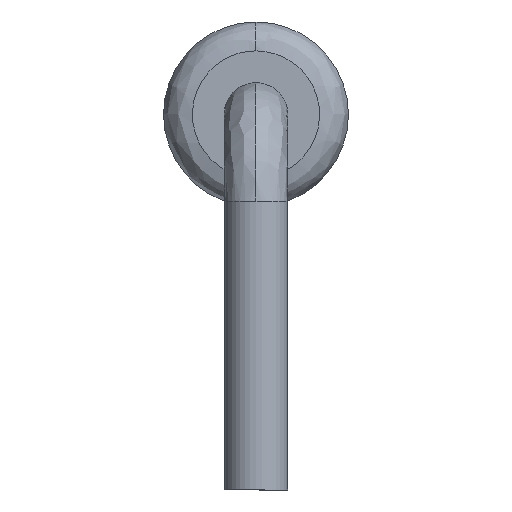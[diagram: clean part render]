
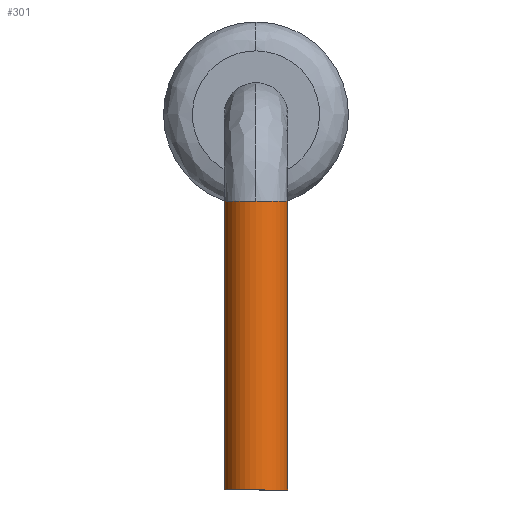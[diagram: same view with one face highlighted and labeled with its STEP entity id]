
A CAD part, left-side view. The second image highlights one B-rep face of the part: STEP entity #301.
In plain terms, the highlighted cylindrical face has radius 0.275 mm (diameter 0.55 mm), a partial arc.
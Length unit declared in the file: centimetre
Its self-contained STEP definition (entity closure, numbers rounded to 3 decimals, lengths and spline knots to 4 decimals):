
#116 = CARTESIAN_POINT ( 'NONE',  ( 0.2, -0.075, 0.0275 ) ) ;
#122 = CARTESIAN_POINT ( 'NONE',  ( 0.2, -0.075, 0.0275 ) ) ;
#135 = CARTESIAN_POINT ( 'NONE',  ( 0.2, -0.325, 0. ) ) ;
#137 = DIRECTION ( 'NONE',  ( 0., -1., 0. ) ) ;
#138 = ORIENTED_EDGE ( 'NONE', *, *, #1989, .T. ) ;
#162 = DIRECTION ( 'NONE',  ( 0., 1., 0. ) ) ;
#177 = DIRECTION ( 'NONE',  ( 0., 0., -1. ) ) ;
#205 = CIRCLE ( 'NONE', #715, 0.0275 ) ;
#242 = CARTESIAN_POINT ( 'NONE',  ( 0.2, -0.075, 0. ) ) ;
#270 = EDGE_CURVE ( 'NONE', #758, #1464, #873, .T. ) ;
#286 = DIRECTION ( 'NONE',  ( 0., 0., -1. ) ) ;
#301 = ADVANCED_FACE ( 'NONE', ( #879 ), #543, .T. ) ;
#306 = DIRECTION ( 'NONE',  ( 0., -1., 0. ) ) ;
#391 = EDGE_CURVE ( 'NONE', #1464, #2523, #205, .T. ) ;
#543 = CYLINDRICAL_SURFACE ( 'NONE', #1529, 0.0275 ) ;
#572 = DIRECTION ( 'NONE',  ( 0., 0., -1. ) ) ;
#593 = CARTESIAN_POINT ( 'NONE',  ( 0.2, -0.075, 0. ) ) ;
#679 = ORIENTED_EDGE ( 'NONE', *, *, #2528, .T. ) ;
#685 = CARTESIAN_POINT ( 'NONE',  ( 0.2, -0.325, -0.0275 ) ) ;
#706 = CARTESIAN_POINT ( 'NONE',  ( 0.2, -0.075, 0. ) ) ;
#715 = AXIS2_PLACEMENT_3D ( 'NONE', #593, #1778, #2431 ) ;
#722 = ORIENTED_EDGE ( 'NONE', *, *, #270, .T. ) ;
#758 = VERTEX_POINT ( 'NONE', #1577 ) ;
#873 = CIRCLE ( 'NONE', #2428, 0.0275 ) ;
#879 = FACE_OUTER_BOUND ( 'NONE', #1173, .T. ) ;
#913 = VECTOR ( 'NONE', #986, 100. ) ;
#922 = ORIENTED_EDGE ( 'NONE', *, *, #391, .T. ) ;
#950 = ORIENTED_EDGE ( 'NONE', *, *, #2158, .F. ) ;
#986 = DIRECTION ( 'NONE',  ( 0., -1., 0. ) ) ;
#1045 = VERTEX_POINT ( 'NONE', #685 ) ;
#1047 = LINE ( 'NONE', #122, #2019 ) ;
#1082 = AXIS2_PLACEMENT_3D ( 'NONE', #135, #162, #177 ) ;
#1173 = EDGE_LOOP ( 'NONE', ( #922, #138, #679, #950, #722 ) ) ;
#1219 = CARTESIAN_POINT ( 'NONE',  ( 0.2, -0.325, 0.0275 ) ) ;
#1326 = CARTESIAN_POINT ( 'NONE',  ( 0.2, -0.075, -0.0275 ) ) ;
#1347 = VERTEX_POINT ( 'NONE', #1219 ) ;
#1433 = LINE ( 'NONE', #1326, #913 ) ;
#1464 = VERTEX_POINT ( 'NONE', #2160 ) ;
#1529 = AXIS2_PLACEMENT_3D ( 'NONE', #706, #306, #286 ) ;
#1577 = CARTESIAN_POINT ( 'NONE',  ( 0.2, -0.075, -0.0275 ) ) ;
#1776 = CIRCLE ( 'NONE', #1082, 0.0275 ) ;
#1778 = DIRECTION ( 'NONE',  ( 0., -1., 0. ) ) ;
#1989 = EDGE_CURVE ( 'NONE', #2523, #1347, #1047, .T. ) ;
#2019 = VECTOR ( 'NONE', #137, 100. ) ;
#2158 = EDGE_CURVE ( 'NONE', #758, #1045, #1433, .T. ) ;
#2160 = CARTESIAN_POINT ( 'NONE',  ( 0.2275, -0.075, 0. ) ) ;
#2325 = DIRECTION ( 'NONE',  ( 0., -1., 0. ) ) ;
#2428 = AXIS2_PLACEMENT_3D ( 'NONE', #242, #2325, #572 ) ;
#2431 = DIRECTION ( 'NONE',  ( 0., 0., -1. ) ) ;
#2523 = VERTEX_POINT ( 'NONE', #116 ) ;
#2528 = EDGE_CURVE ( 'NONE', #1347, #1045, #1776, .T. ) ;
